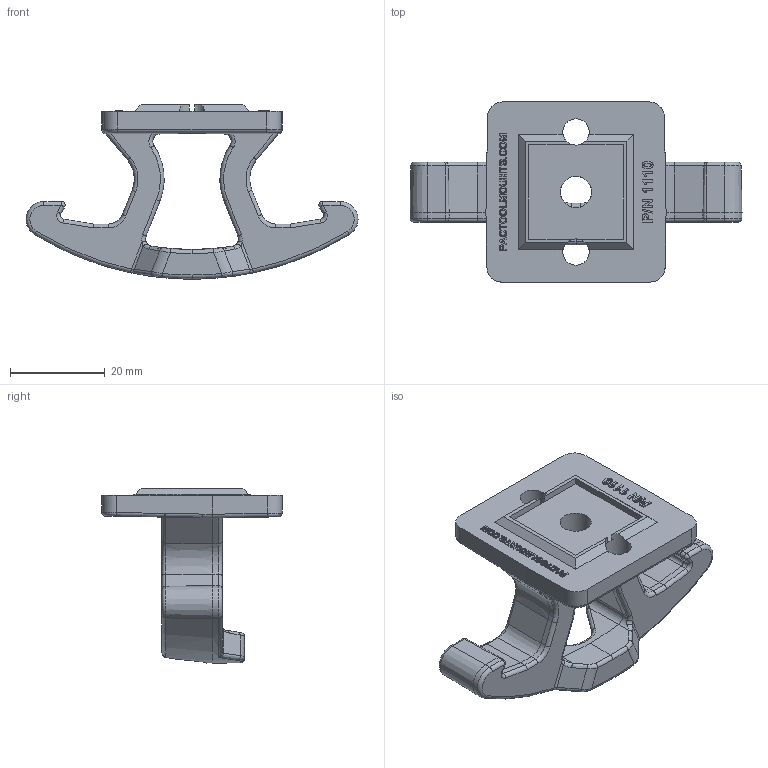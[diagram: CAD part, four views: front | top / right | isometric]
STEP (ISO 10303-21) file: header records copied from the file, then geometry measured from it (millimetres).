
FILE_DESCRIPTION (( 'STEP AP203' ), '1' );
FILE_NAME ('1110P.STEP', '2020-02-19T14:44:00', ( 'admin' ), ( 'Hewlett-Packard Company' ), 'SwSTEP 2.0', 'SolidWorks 2019', '' );
FILE_SCHEMA (( 'CONFIG_CONTROL_DESIGN' ));
Length unit declared in the file: inch
Products named in the file (1): 1110P
Bounding box: 70.23 x 38.1 x 36.92 mm (x, y, z)
Volume: 16455.5 mm3; surface area: 8038.9 mm2
Topology: 1 solids, 1 shells, 508 faces, 1285 edges, 804 vertices
Faces by surface type: plane 226, bspline 160, cylinder 54, torus 34, cone 34
Entity records: 23861 total; most frequent: CARTESIAN_POINT 12717, ORIENTED_EDGE 2562, DIRECTION 1831, EDGE_CURVE 1281, VERTEX_POINT 804, VECTOR 733, LINE 733, AXIS2_PLACEMENT_3D 549
